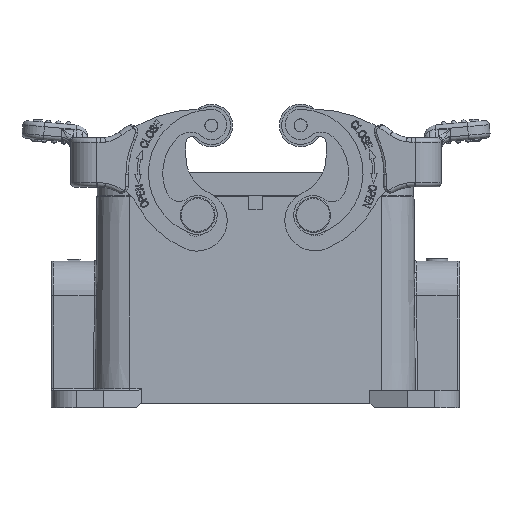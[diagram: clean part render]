
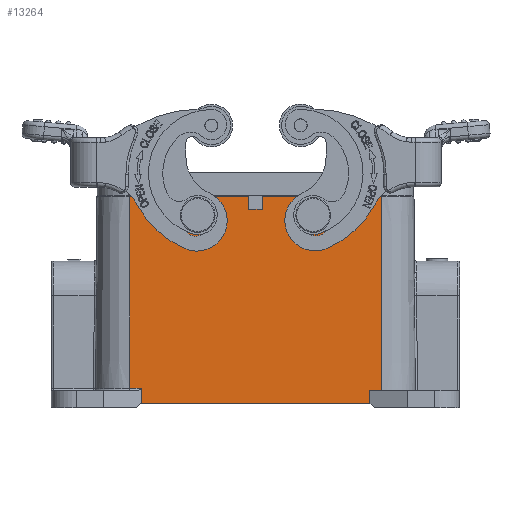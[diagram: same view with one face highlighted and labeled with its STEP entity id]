
A CAD part, front view. The second image highlights one B-rep face of the part: STEP entity #13264.
In plain terms, the highlighted planar face has unit normal (0, -1, 0.009).
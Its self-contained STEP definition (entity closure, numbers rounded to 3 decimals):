
#929=ELLIPSE('',#36110,1.5,1.5);
#930=ELLIPSE('',#36111,1.5,1.5);
#1092=B_SPLINE_CURVE_WITH_KNOTS('',3,(#48344,#48345,#48346,#48347),
 .UNSPECIFIED.,.F.,.F.,(4,4),(0.,1.),.UNSPECIFIED.);
#1097=B_SPLINE_CURVE_WITH_KNOTS('',3,(#48373,#48374,#48375,#48376),
 .UNSPECIFIED.,.F.,.F.,(4,4),(0.,1.),.UNSPECIFIED.);
#1102=B_SPLINE_CURVE_WITH_KNOTS('',3,(#48398,#48399,#48400,#48401),
 .UNSPECIFIED.,.F.,.F.,(4,4),(0.,1.),.UNSPECIFIED.);
#1971=LINE('',#46439,#4215);
#2345=LINE('',#48188,#4589);
#2351=LINE('',#48201,#4595);
#2353=LINE('',#48205,#4597);
#2374=LINE('',#48258,#4618);
#2380=LINE('',#48269,#4624);
#2420=LINE('',#48479,#4664);
#2421=LINE('',#48485,#4665);
#2422=LINE('',#48487,#4666);
#4215=VECTOR('',#38583,1.);
#4589=VECTOR('',#39725,1.);
#4595=VECTOR('',#39733,1.);
#4597=VECTOR('',#39737,1.);
#4618=VECTOR('',#39788,1.);
#4624=VECTOR('',#39800,1.);
#4664=VECTOR('',#39924,1.);
#4665=VECTOR('',#39931,1.);
#4666=VECTOR('',#39932,1.);
#12266=PLANE('',#36112);
#13264=ADVANCED_FACE('',(#15333,#15334,#15335),#12266,.T.);
#15333=FACE_BOUND('',#16005,.T.);
#15334=FACE_BOUND('',#16006,.T.);
#15335=FACE_BOUND('',#16007,.T.);
#16005=EDGE_LOOP('',(#19191));
#16006=EDGE_LOOP('',(#19192));
#16007=EDGE_LOOP('',(#19193,#19194,#19195,#19196,#19197,#19198,#19199,#19200,
#19201,#19202,#19203,#19204));
#19191=ORIENTED_EDGE('',*,*,#30027,.T.);
#19192=ORIENTED_EDGE('',*,*,#30028,.T.);
#19193=ORIENTED_EDGE('',*,*,#29996,.T.);
#19194=ORIENTED_EDGE('',*,*,#29990,.F.);
#19195=ORIENTED_EDGE('',*,*,#29983,.T.);
#19196=ORIENTED_EDGE('',*,*,#30029,.F.);
#19197=ORIENTED_EDGE('',*,*,#30030,.T.);
#19198=ORIENTED_EDGE('',*,*,#29951,.T.);
#19199=ORIENTED_EDGE('',*,*,#29918,.T.);
#19200=ORIENTED_EDGE('',*,*,#29916,.F.);
#19201=ORIENTED_EDGE('',*,*,#29910,.T.);
#19202=ORIENTED_EDGE('',*,*,#29945,.T.);
#19203=ORIENTED_EDGE('',*,*,#29274,.T.);
#19204=ORIENTED_EDGE('',*,*,#30026,.T.);
#26403=VERTEX_POINT('',#46420);
#26407=VERTEX_POINT('',#46440);
#26822=VERTEX_POINT('',#48189);
#26823=VERTEX_POINT('',#48190);
#26827=VERTEX_POINT('',#48199);
#26829=VERTEX_POINT('',#48206);
#26848=VERTEX_POINT('',#48270);
#26872=VERTEX_POINT('',#48343);
#26873=VERTEX_POINT('',#48348);
#26878=VERTEX_POINT('',#48377);
#26881=VERTEX_POINT('',#48402);
#26896=VERTEX_POINT('',#48482);
#26897=VERTEX_POINT('',#48484);
#26898=VERTEX_POINT('',#48486);
#29274=EDGE_CURVE('',#26407,#26403,#1971,.T.);
#29910=EDGE_CURVE('',#26822,#26823,#2345,.T.);
#29916=EDGE_CURVE('',#26822,#26827,#2351,.T.);
#29918=EDGE_CURVE('',#26829,#26827,#2353,.T.);
#29945=EDGE_CURVE('',#26823,#26407,#2374,.T.);
#29951=EDGE_CURVE('',#26848,#26829,#2380,.T.);
#29983=EDGE_CURVE('',#26873,#26872,#1092,.T.);
#29990=EDGE_CURVE('',#26873,#26878,#1097,.T.);
#29996=EDGE_CURVE('',#26881,#26878,#1102,.T.);
#30026=EDGE_CURVE('',#26403,#26881,#2420,.T.);
#30027=EDGE_CURVE('',#26896,#26896,#929,.T.);
#30028=EDGE_CURVE('',#26897,#26897,#930,.T.);
#30029=EDGE_CURVE('',#26898,#26872,#2421,.T.);
#30030=EDGE_CURVE('',#26898,#26848,#2422,.T.);
#36110=AXIS2_PLACEMENT_3D('',#48481,#39927,#39928);
#36111=AXIS2_PLACEMENT_3D('',#48483,#39929,#39930);
#36112=AXIS2_PLACEMENT_3D('',#48488,#39933,#39934);
#38583=DIRECTION('',(0.,-0.009,-1.));
#39725=DIRECTION('',(0.,0.009,1.));
#39733=DIRECTION('',(1.,0.,0.));
#39737=DIRECTION('',(0.,-0.009,-1.));
#39788=DIRECTION('',(-1.,0.,0.));
#39800=DIRECTION('',(-1.,0.,0.));
#39924=DIRECTION('',(1.,0.,0.));
#39927=DIRECTION('',(0.,1.,-0.009));
#39928=DIRECTION('',(0.,0.009,1.));
#39929=DIRECTION('',(0.,1.,-0.009));
#39930=DIRECTION('',(0.,0.009,1.));
#39931=DIRECTION('',(-1.,0.,0.));
#39932=DIRECTION('',(0.,0.009,1.));
#39933=DIRECTION('',(0.,-1.,0.009));
#39934=DIRECTION('',(-1.,0.,0.));
#46420=CARTESIAN_POINT('',(-29.,-21.886,4.496));
#46439=CARTESIAN_POINT('',(-29.,-21.5,48.7));
#46440=CARTESIAN_POINT('',(-29.,-21.5,48.7));
#48188=CARTESIAN_POINT('',(-1.6,-21.526,45.7));
#48189=CARTESIAN_POINT('',(-1.6,-21.526,45.7));
#48190=CARTESIAN_POINT('',(-1.6,-21.5,48.7));
#48199=CARTESIAN_POINT('',(1.6,-21.526,45.7));
#48201=CARTESIAN_POINT('',(-1.6,-21.526,45.7));
#48205=CARTESIAN_POINT('',(1.6,-21.5,48.7));
#48206=CARTESIAN_POINT('',(1.6,-21.5,48.7));
#48258=CARTESIAN_POINT('',(-1.6,-21.5,48.7));
#48269=CARTESIAN_POINT('',(29.,-21.5,48.7));
#48270=CARTESIAN_POINT('',(29.,-21.5,48.7));
#48343=CARTESIAN_POINT('',(26.297,-21.89,4.));
#48344=CARTESIAN_POINT('',(26.352,-21.916,1.));
#48345=CARTESIAN_POINT('',(26.334,-21.908,2.));
#48346=CARTESIAN_POINT('',(26.315,-21.899,3.));
#48347=CARTESIAN_POINT('',(26.297,-21.89,4.));
#48348=CARTESIAN_POINT('',(26.352,-21.917,1.));
#48373=CARTESIAN_POINT('',(26.352,-21.917,1.));
#48374=CARTESIAN_POINT('',(8.784,-21.917,1.));
#48375=CARTESIAN_POINT('',(-8.784,-21.917,1.));
#48376=CARTESIAN_POINT('',(-26.352,-21.917,1.));
#48377=CARTESIAN_POINT('',(-26.352,-21.917,1.));
#48398=CARTESIAN_POINT('',(-26.288,-21.886,4.496));
#48399=CARTESIAN_POINT('',(-26.309,-21.896,3.33));
#48400=CARTESIAN_POINT('',(-26.331,-21.906,2.165));
#48401=CARTESIAN_POINT('',(-26.352,-21.916,1.));
#48402=CARTESIAN_POINT('',(-26.288,-21.886,4.496));
#48479=CARTESIAN_POINT('',(-29.,-21.886,4.496));
#48481=CARTESIAN_POINT('',(13.3,-21.538,44.4));
#48482=CARTESIAN_POINT('',(13.3,-21.524,45.9));
#48483=CARTESIAN_POINT('',(-13.3,-21.538,44.4));
#48484=CARTESIAN_POINT('',(-13.3,-21.524,45.9));
#48485=CARTESIAN_POINT('',(29.,-21.89,4.));
#48486=CARTESIAN_POINT('',(29.,-21.89,4.));
#48487=CARTESIAN_POINT('',(29.,-21.89,4.));
#48488=CARTESIAN_POINT('',(-31.173,-21.5,48.7));
